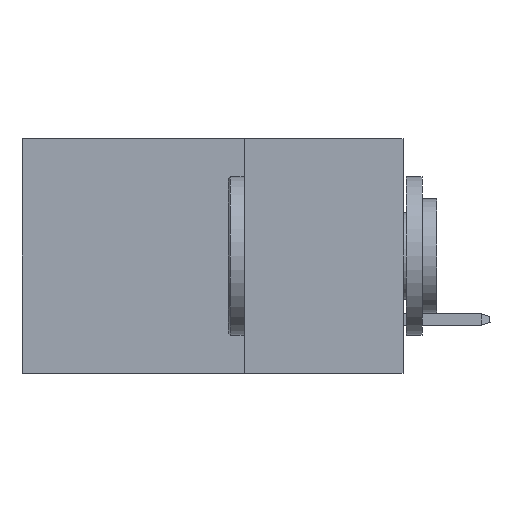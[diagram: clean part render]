
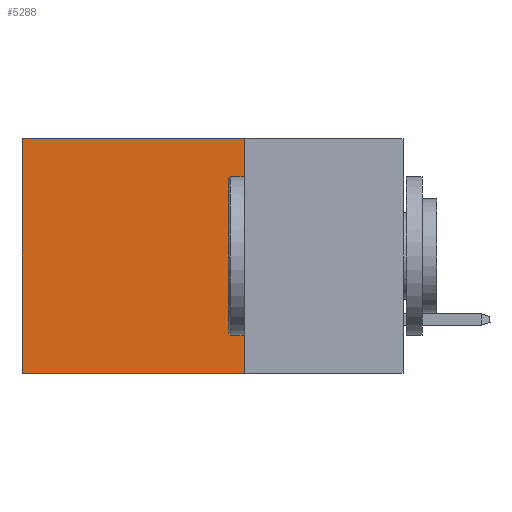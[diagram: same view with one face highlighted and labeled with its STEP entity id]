
A CAD part, left-side view. The second image highlights one B-rep face of the part: STEP entity #5288.
In plain terms, the highlighted planar face has unit normal (-1, 0, 0).
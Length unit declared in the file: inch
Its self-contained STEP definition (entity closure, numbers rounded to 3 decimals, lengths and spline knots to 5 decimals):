
#2994 = CARTESIAN_POINT ( 'NONE',  ( 0.2875, 0.6, -0.37 ) ) ;
#3512 = CARTESIAN_POINT ( 'NONE',  ( 0.2875, 0.25, 0. ) ) ;
#3760 = CARTESIAN_POINT ( 'NONE',  ( 0.2875, 0.25, 0. ) ) ;
#5288 = ADVANCED_FACE ( 'NONE', ( #28912 ), #9282, .F. ) ;
#8398 = VECTOR ( 'NONE', #15065, 39.37008 ) ;
#9282 = PLANE ( 'NONE',  #18265 ) ;
#10334 = VECTOR ( 'NONE', #26888, 39.37008 ) ;
#11113 = EDGE_LOOP ( 'NONE', ( #19573, #12174, #29704, #27123 ) ) ;
#12174 = ORIENTED_EDGE ( 'NONE', *, *, #31512, .F. ) ;
#13220 = VECTOR ( 'NONE', #32368, 39.37008 ) ;
#13380 = EDGE_CURVE ( 'NONE', #20502, #34107, #31950, .T. ) ;
#13500 = CARTESIAN_POINT ( 'NONE',  ( 0.2875, 0.6, 0. ) ) ;
#13836 = VERTEX_POINT ( 'NONE', #23165 ) ;
#14808 = DIRECTION ( 'NONE',  ( 1., 0., 0. ) ) ;
#15065 = DIRECTION ( 'NONE',  ( 0., 1., 0. ) ) ;
#17695 = LINE ( 'NONE', #29381, #33297 ) ;
#17707 = LINE ( 'NONE', #17885, #13220 ) ;
#17885 = CARTESIAN_POINT ( 'NONE',  ( 0.2875, 0.25, -0.37 ) ) ;
#18001 = CARTESIAN_POINT ( 'NONE',  ( 0.2875, 0.25, 0. ) ) ;
#18265 = AXIS2_PLACEMENT_3D ( 'NONE', #3512, #14808, #26126 ) ;
#18437 = CARTESIAN_POINT ( 'NONE',  ( 0.2875, 0.6, 0. ) ) ;
#19573 = ORIENTED_EDGE ( 'NONE', *, *, #32568, .T. ) ;
#20502 = VERTEX_POINT ( 'NONE', #18001 ) ;
#23165 = CARTESIAN_POINT ( 'NONE',  ( 0.2875, 0.25, -0.37 ) ) ;
#23436 = DIRECTION ( 'NONE',  ( 0., 0., -1. ) ) ;
#26126 = DIRECTION ( 'NONE',  ( 0., 0., -1. ) ) ;
#26888 = DIRECTION ( 'NONE',  ( 0., 0., -1. ) ) ;
#27074 = LINE ( 'NONE', #13500, #10334 ) ;
#27123 = ORIENTED_EDGE ( 'NONE', *, *, #13380, .T. ) ;
#28461 = EDGE_CURVE ( 'NONE', #20502, #13836, #17695, .T. ) ;
#28912 = FACE_OUTER_BOUND ( 'NONE', #11113, .T. ) ;
#29381 = CARTESIAN_POINT ( 'NONE',  ( 0.2875, 0.25, 0. ) ) ;
#29704 = ORIENTED_EDGE ( 'NONE', *, *, #28461, .F. ) ;
#31512 = EDGE_CURVE ( 'NONE', #13836, #32311, #17707, .T. ) ;
#31950 = LINE ( 'NONE', #3760, #8398 ) ;
#32311 = VERTEX_POINT ( 'NONE', #2994 ) ;
#32368 = DIRECTION ( 'NONE',  ( 0., 1., 0. ) ) ;
#32568 = EDGE_CURVE ( 'NONE', #34107, #32311, #27074, .T. ) ;
#33297 = VECTOR ( 'NONE', #23436, 39.37008 ) ;
#34107 = VERTEX_POINT ( 'NONE', #18437 ) ;
